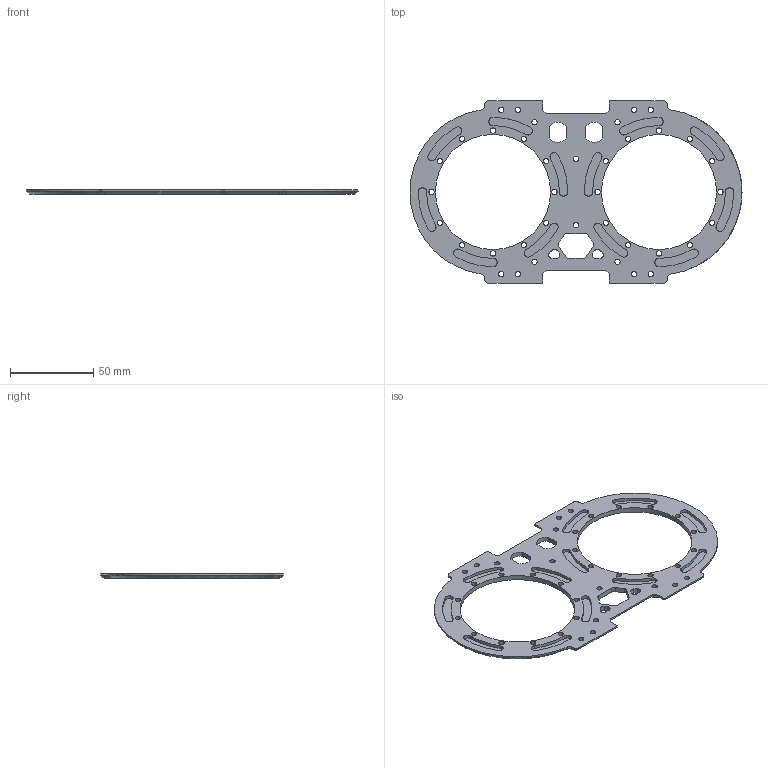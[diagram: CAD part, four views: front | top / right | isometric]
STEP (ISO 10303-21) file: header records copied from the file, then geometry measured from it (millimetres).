
FILE_DESCRIPTION (( 'STEP AP214' ), '1' );
FILE_NAME ('鷕窒抯啣1.STEP', '2024-04-21T13:17:44', ( '' ), ( '' ), 'SwSTEP 2.0', 'SolidWorks 2021', '' );
FILE_SCHEMA (( 'AUTOMOTIVE_DESIGN' ));
Length unit declared in the file: millimetre
Products named in the file (1): 鷕窒抯啣1
Bounding box: 200 x 110 x 3 mm (x, y, z)
Volume: 25610.1 mm3; surface area: 25320.9 mm2
Topology: 1 solids, 1 shells, 245 faces, 665 edges, 434 vertices
Faces by surface type: cylinder 172, plane 62, cone 11
Entity records: 8085 total; most frequent: DIRECTION 1513, CARTESIAN_POINT 1345, ORIENTED_EDGE 1330, EDGE_CURVE 665, AXIS2_PLACEMENT_3D 602, VERTEX_POINT 434, CIRCLE 356, EDGE_LOOP 347
